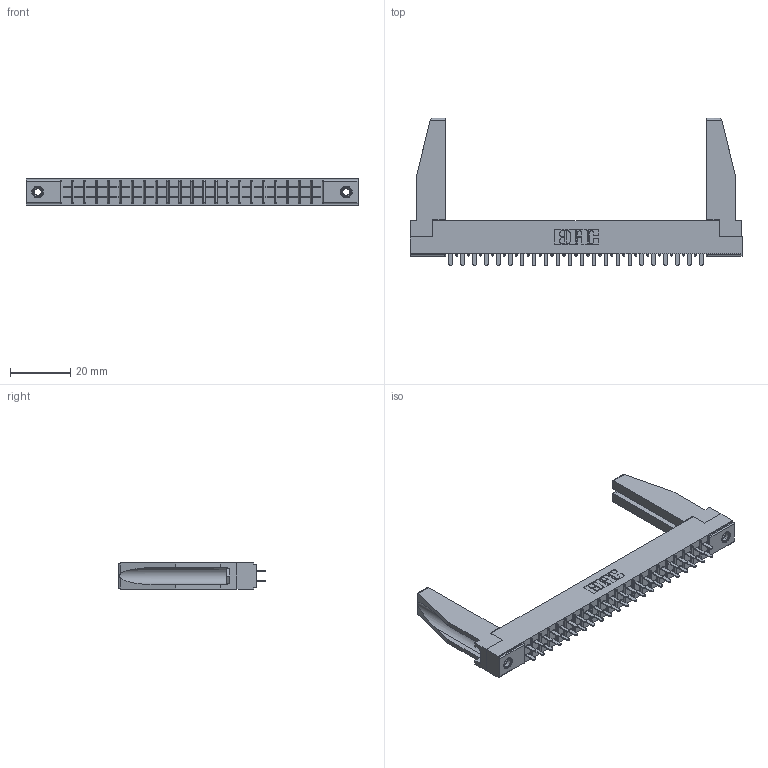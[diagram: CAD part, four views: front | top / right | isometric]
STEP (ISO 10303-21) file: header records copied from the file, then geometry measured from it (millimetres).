
FILE_DESCRIPTION (( 'STEP AP203' ), '1' );
FILE_NAME ('315-044-521-278.STEP', '2019-09-10T17:49:52', ( '' ), ( '' ), 'SwSTEP 2.0', 'SolidWorks 2016', '' );
FILE_SCHEMA (( 'CONFIG_CONTROL_DESIGN' ));
Length unit declared in the file: inch
Products named in the file (5): 345-250-001_345-250-001-102; 307-220-078; 315-044-521-278; 305 Part_.156 Dia; 305-290-001_521
Assembly tree (49 placements, depth 2):
  315-044-521-278
    305 Part_.156 Dia
    305-290-001_521  x44
    345-250-001_345-250-001-102  x2
    307-220-078  x2
Bounding box: 110.19 x 48.9 x 8.71 mm (x, y, z)
Volume: 10867 mm3; surface area: 16607.1 mm2
Topology: 49 solids, 49 shells, 2270 faces, 6432 edges, 4160 vertices
Faces by surface type: plane 1340, cylinder 826, sphere 88, cone 12, torus 4
Entity records: 28574 total; most frequent: CARTESIAN_POINT 4734, ORIENTED_EDGE 4654, DIRECTION 4553, EDGE_CURVE 2327, VECTOR 1859, LINE 1859, VERTEX_POINT 1486, AXIS2_PLACEMENT_3D 1347
